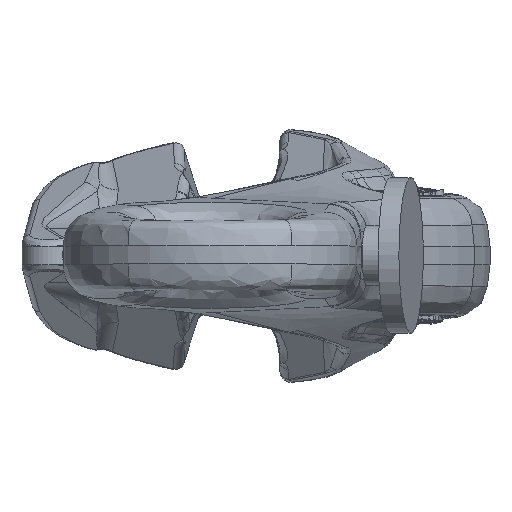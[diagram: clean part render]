
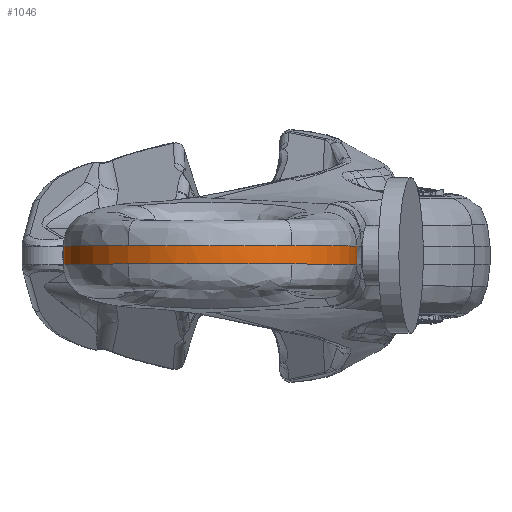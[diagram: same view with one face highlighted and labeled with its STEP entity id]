
A CAD part, top view. The second image highlights one B-rep face of the part: STEP entity #1046.
In plain terms, the highlighted cylindrical face has radius 19.634 mm (diameter 39.269 mm), a partial arc.
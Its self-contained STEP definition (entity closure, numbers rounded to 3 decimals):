
#103=CYLINDRICAL_SURFACE('',#11406,19.634);
#1046=ADVANCED_FACE('',(#1801),#103,.T.);
#1801=FACE_OUTER_BOUND('',#2449,.T.);
#2449=EDGE_LOOP('',(#5044,#5045,#5046,#5047,#5048,#5049,#5050,#5051));
#3487=B_SPLINE_CURVE_WITH_KNOTS('',3,(#20625,#20626,#20627,#20628,#20629,
#20630),.UNSPECIFIED.,.F.,.F.,(4,2,4),(0.,0.5,1.),.UNSPECIFIED.);
#3488=B_SPLINE_CURVE_WITH_KNOTS('',3,(#20633,#20634,#20635,#20636,#20637,
#20638),.UNSPECIFIED.,.F.,.F.,(4,2,4),(0.,0.5,1.),.UNSPECIFIED.);
#3489=B_SPLINE_CURVE_WITH_KNOTS('',3,(#20640,#20641,#20642,#20643,#20644,
#20645),.UNSPECIFIED.,.F.,.F.,(4,2,4),(0.,0.5,1.),.UNSPECIFIED.);
#3490=B_SPLINE_CURVE_WITH_KNOTS('',3,(#20649,#20650,#20651,#20652,#20653,
#20654,#20655),.UNSPECIFIED.,.F.,.F.,(4,1,1,1,4),(0.,0.25,0.5,0.75,1.),
 .UNSPECIFIED.);
#3491=B_SPLINE_CURVE_WITH_KNOTS('',3,(#20657,#20658,#20659,#20660,#20661,
#20662,#20663),.UNSPECIFIED.,.F.,.F.,(4,1,1,1,4),(0.,0.25,0.5,0.75,1.),
 .UNSPECIFIED.);
#3492=B_SPLINE_CURVE_WITH_KNOTS('',3,(#20665,#20666,#20667,#20668,#20669,
#20670,#20671),.UNSPECIFIED.,.F.,.F.,(4,1,1,1,4),(0.,0.25,0.5,0.75,1.),
 .UNSPECIFIED.);
#5044=ORIENTED_EDGE('',*,*,#9319,.T.);
#5045=ORIENTED_EDGE('',*,*,#9320,.T.);
#5046=ORIENTED_EDGE('',*,*,#9321,.T.);
#5047=ORIENTED_EDGE('',*,*,#9322,.T.);
#5048=ORIENTED_EDGE('',*,*,#9323,.F.);
#5049=ORIENTED_EDGE('',*,*,#9324,.F.);
#5050=ORIENTED_EDGE('',*,*,#9325,.F.);
#5051=ORIENTED_EDGE('',*,*,#9326,.F.);
#8108=VERTEX_POINT('',#20631);
#8109=VERTEX_POINT('',#20632);
#8110=VERTEX_POINT('',#20639);
#8111=VERTEX_POINT('',#20646);
#8112=VERTEX_POINT('',#20648);
#8113=VERTEX_POINT('',#20656);
#8114=VERTEX_POINT('',#20664);
#8115=VERTEX_POINT('',#20672);
#9319=EDGE_CURVE('',#8108,#8109,#3487,.T.);
#9320=EDGE_CURVE('',#8109,#8110,#3488,.T.);
#9321=EDGE_CURVE('',#8110,#8111,#3489,.T.);
#9322=EDGE_CURVE('',#8111,#8112,#10483,.T.);
#9323=EDGE_CURVE('',#8113,#8112,#3490,.T.);
#9324=EDGE_CURVE('',#8114,#8113,#3491,.T.);
#9325=EDGE_CURVE('',#8115,#8114,#3492,.T.);
#9326=EDGE_CURVE('',#8108,#8115,#10484,.T.);
#10483=LINE('',#20647,#10869);
#10484=LINE('',#20673,#10870);
#10869=VECTOR('',#12260,1.);
#10870=VECTOR('',#12261,1.);
#11406=AXIS2_PLACEMENT_3D('',#20674,#12262,#12263);
#12260=DIRECTION('',(0.,1.,0.));
#12261=DIRECTION('',(0.,1.,0.));
#12262=DIRECTION('',(0.,1.,0.));
#12263=DIRECTION('',(-1.,0.,0.));
#20625=CARTESIAN_POINT('',(-19.634,-1.212,-8.726));
#20626=CARTESIAN_POINT('',(-19.634,-1.212,-5.522));
#20627=CARTESIAN_POINT('',(-18.835,-1.212,-2.321));
#20628=CARTESIAN_POINT('',(-15.821,-1.212,3.335));
#20629=CARTESIAN_POINT('',(-13.609,-1.212,5.785));
#20630=CARTESIAN_POINT('',(-10.949,-1.212,7.572));
#20631=CARTESIAN_POINT('',(-19.634,-1.212,-8.726));
#20632=CARTESIAN_POINT('',(-10.949,-1.209,7.571));
#20633=CARTESIAN_POINT('',(-10.95,-1.206,7.571));
#20634=CARTESIAN_POINT('',(-7.736,-1.206,9.73));
#20635=CARTESIAN_POINT('',(-3.872,-1.206,10.908));
#20636=CARTESIAN_POINT('',(3.872,-1.206,10.908));
#20637=CARTESIAN_POINT('',(7.736,-1.206,9.73));
#20638=CARTESIAN_POINT('',(10.95,-1.206,7.571));
#20639=CARTESIAN_POINT('',(10.949,-1.209,7.571));
#20640=CARTESIAN_POINT('',(10.949,-1.212,7.572));
#20641=CARTESIAN_POINT('',(13.609,-1.212,5.785));
#20642=CARTESIAN_POINT('',(15.821,-1.212,3.335));
#20643=CARTESIAN_POINT('',(18.835,-1.212,-2.321));
#20644=CARTESIAN_POINT('',(19.634,-1.212,-5.522));
#20645=CARTESIAN_POINT('',(19.634,-1.212,-8.726));
#20646=CARTESIAN_POINT('',(19.634,-1.212,-8.726));
#20647=CARTESIAN_POINT('',(19.634,-36.36,-8.726));
#20648=CARTESIAN_POINT('',(19.634,1.212,-8.726));
#20649=CARTESIAN_POINT('',(10.949,1.212,7.572));
#20650=CARTESIAN_POINT('',(12.279,1.212,6.678));
#20651=CARTESIAN_POINT('',(14.719,1.212,4.564));
#20652=CARTESIAN_POINT('',(17.501,1.212,0.6));
#20653=CARTESIAN_POINT('',(19.24,1.212,-3.92));
#20654=CARTESIAN_POINT('',(19.634,1.212,-7.124));
#20655=CARTESIAN_POINT('',(19.634,1.212,-8.726));
#20656=CARTESIAN_POINT('',(10.949,1.209,7.571));
#20657=CARTESIAN_POINT('',(-10.949,1.212,7.571));
#20658=CARTESIAN_POINT('',(-9.342,1.212,8.65));
#20659=CARTESIAN_POINT('',(-5.807,1.212,10.331));
#20660=CARTESIAN_POINT('',(0.,1.212,11.197));
#20661=CARTESIAN_POINT('',(5.807,1.212,10.331));
#20662=CARTESIAN_POINT('',(9.342,1.212,8.65));
#20663=CARTESIAN_POINT('',(10.949,1.212,7.571));
#20664=CARTESIAN_POINT('',(-10.949,1.209,7.571));
#20665=CARTESIAN_POINT('',(-19.634,1.212,-8.726));
#20666=CARTESIAN_POINT('',(-19.634,1.212,-7.124));
#20667=CARTESIAN_POINT('',(-19.24,1.212,-3.92));
#20668=CARTESIAN_POINT('',(-17.501,1.212,0.6));
#20669=CARTESIAN_POINT('',(-14.719,1.212,4.564));
#20670=CARTESIAN_POINT('',(-12.279,1.212,6.678));
#20671=CARTESIAN_POINT('',(-10.949,1.212,7.572));
#20672=CARTESIAN_POINT('',(-19.634,1.212,-8.726));
#20673=CARTESIAN_POINT('',(-19.634,-36.36,-8.726));
#20674=CARTESIAN_POINT('',(0.,-36.36,-8.726));
